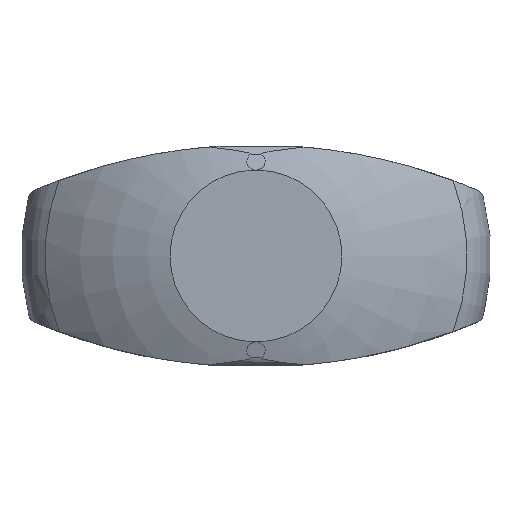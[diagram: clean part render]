
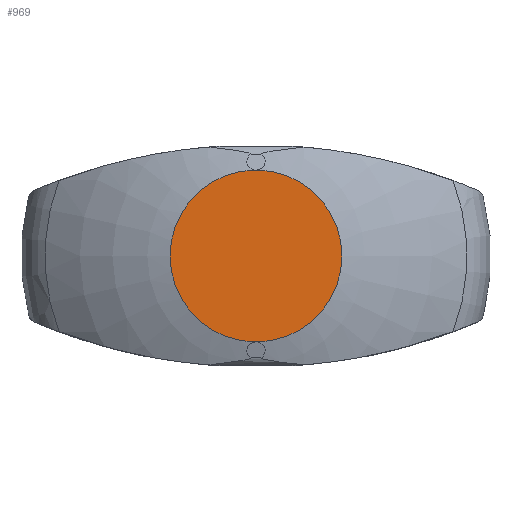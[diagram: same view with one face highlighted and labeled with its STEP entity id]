
A CAD part, top view. The second image highlights one B-rep face of the part: STEP entity #969.
In plain terms, the highlighted planar face has unit normal (0, 0, 1).
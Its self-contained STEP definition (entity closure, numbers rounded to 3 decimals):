
#643=EDGE_CURVE('',#735,#1229,#1675,.T.);
#695=EDGE_CURVE('',#735,#855,#1732,.T.);
#735=VERTEX_POINT('',#1777);
#855=VERTEX_POINT('',#1911);
#881=EDGE_CURVE('',#855,#965,#1939,.T.);
#965=VERTEX_POINT('',#2031);
#969=ADVANCED_FACE('',(#2035),#2036,.F.);
#1229=VERTEX_POINT('',#2316);
#1477=EDGE_CURVE('',#965,#1229,#2583,.T.);
#1675=LINE('',#3108,#3109);
#1732=CIRCLE('',#3315,7.5);
#1777=CARTESIAN_POINT('',(-0.043,-7.5,34.8));
#1911=CARTESIAN_POINT('',(-0.043,7.5,34.8));
#1939=LINE('',#3967,#3968);
#2031=CARTESIAN_POINT('',(0.043,7.5,34.8));
#2035=FACE_OUTER_BOUND('',#4233,.T.);
#2036=PLANE('',#4234);
#2316=CARTESIAN_POINT('',(0.043,-7.5,34.8));
#2583=CIRCLE('',#6128,7.5);
#3108=CARTESIAN_POINT('',(-30.0,-7.5,34.8));
#3109=VECTOR('',#6480,1.0);
#3315=AXIS2_PLACEMENT_3D('',#6542,#6543,#6544);
#3967=CARTESIAN_POINT('',(-30.0,7.5,34.8));
#3968=VECTOR('',#6807,1.0);
#4233=EDGE_LOOP('',(#6909,#6910,#6911,#6912));
#4234=AXIS2_PLACEMENT_3D('',#6913,#6914,#6915);
#6128=AXIS2_PLACEMENT_3D('',#7420,#7421,#7422);
#6480=DIRECTION('',(1.0,0.,0.));
#6542=CARTESIAN_POINT('',(0.,0.,34.8));
#6543=DIRECTION('',(0.,0.,-1.0));
#6544=DIRECTION('',(-1.0,0.,0.));
#6807=DIRECTION('',(1.0,0.,0.));
#6909=ORIENTED_EDGE('',*,*,#1477,.F.);
#6910=ORIENTED_EDGE('',*,*,#881,.F.);
#6911=ORIENTED_EDGE('',*,*,#695,.F.);
#6912=ORIENTED_EDGE('',*,*,#643,.T.);
#6913=CARTESIAN_POINT('',(-30.0,7.5,34.8));
#6914=DIRECTION('',(0.,0.,-1.0));
#6915=DIRECTION('',(0.,1.0,0.0));
#7420=CARTESIAN_POINT('',(0.,0.,34.8));
#7421=DIRECTION('',(0.,0.,-1.0));
#7422=DIRECTION('',(-1.0,0.,0.));
